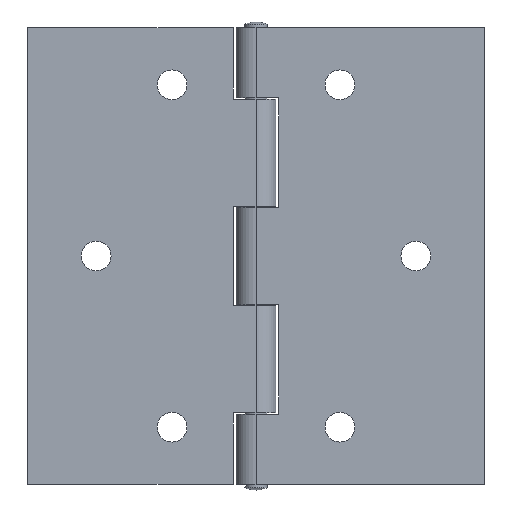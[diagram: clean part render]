
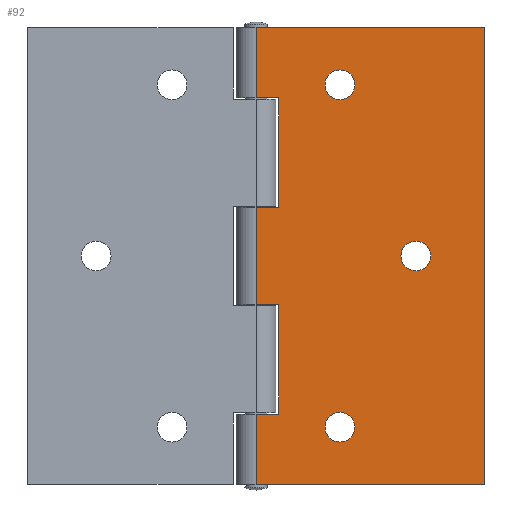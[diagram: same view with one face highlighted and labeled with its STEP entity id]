
A CAD part, front view. The second image highlights one B-rep face of the part: STEP entity #92.
In plain terms, the highlighted planar face has unit normal (0, -1, 0).
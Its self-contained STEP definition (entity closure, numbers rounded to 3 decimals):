
#92 = ADVANCED_FACE( '', ( #215, #216, #217, #218 ), #219, .F. );
#215 = FACE_BOUND( '', #374, .T. );
#216 = FACE_BOUND( '', #375, .T. );
#217 = FACE_BOUND( '', #376, .T. );
#218 = FACE_OUTER_BOUND( '', #377, .T. );
#219 = PLANE( '', #378 );
#374 = EDGE_LOOP( '', ( #618 ) );
#375 = EDGE_LOOP( '', ( #619 ) );
#376 = EDGE_LOOP( '', ( #620 ) );
#377 = EDGE_LOOP( '', ( #621, #622, #623, #624, #625, #626, #627, #628, #629, #630, #631, #632 ) );
#378 = AXIS2_PLACEMENT_3D( '', #633, #634, #635 );
#618 = ORIENTED_EDGE( '', *, *, #966, .F. );
#619 = ORIENTED_EDGE( '', *, *, #967, .F. );
#620 = ORIENTED_EDGE( '', *, *, #968, .F. );
#621 = ORIENTED_EDGE( '', *, *, #969, .T. );
#622 = ORIENTED_EDGE( '', *, *, #892, .T. );
#623 = ORIENTED_EDGE( '', *, *, #960, .F. );
#624 = ORIENTED_EDGE( '', *, *, #899, .F. );
#625 = ORIENTED_EDGE( '', *, *, #970, .T. );
#626 = ORIENTED_EDGE( '', *, *, #971, .F. );
#627 = ORIENTED_EDGE( '', *, *, #922, .F. );
#628 = ORIENTED_EDGE( '', *, *, #972, .T. );
#629 = ORIENTED_EDGE( '', *, *, #973, .T. );
#630 = ORIENTED_EDGE( '', *, *, #926, .F. );
#631 = ORIENTED_EDGE( '', *, *, #974, .F. );
#632 = ORIENTED_EDGE( '', *, *, #975, .T. );
#633 = CARTESIAN_POINT( '', ( 0., -3.5, -27.7 ) );
#634 = DIRECTION( '', ( 0., 1., 0. ) );
#635 = DIRECTION( '', ( 0., 0., 1. ) );
#892 = EDGE_CURVE( '', #1062, #1059, #1063, .T. );
#899 = EDGE_CURVE( '', #1073, #1069, #1075, .T. );
#922 = EDGE_CURVE( '', #1117, #1109, #1119, .T. );
#926 = EDGE_CURVE( '', #1124, #1126, #1127, .T. );
#960 = EDGE_CURVE( '', #1069, #1059, #1180, .T. );
#966 = EDGE_CURVE( '', #1186, #1186, #1187, .T. );
#967 = EDGE_CURVE( '', #1188, #1188, #1189, .T. );
#968 = EDGE_CURVE( '', #1190, #1190, #1191, .T. );
#969 = EDGE_CURVE( '', #1192, #1062, #1193, .T. );
#970 = EDGE_CURVE( '', #1073, #1194, #1195, .T. );
#971 = EDGE_CURVE( '', #1109, #1194, #1196, .T. );
#972 = EDGE_CURVE( '', #1117, #1197, #1198, .T. );
#973 = EDGE_CURVE( '', #1197, #1126, #1199, .T. );
#974 = EDGE_CURVE( '', #1200, #1124, #1201, .T. );
#975 = EDGE_CURVE( '', #1200, #1192, #1202, .T. );
#1059 = VERTEX_POINT( '', #1307 );
#1062 = VERTEX_POINT( '', #1311 );
#1063 = LINE( '', #1312, #1313 );
#1069 = VERTEX_POINT( '', #1321 );
#1073 = VERTEX_POINT( '', #1326 );
#1075 = LINE( '', #1328, #1329 );
#1109 = VERTEX_POINT( '', #1375 );
#1117 = VERTEX_POINT( '', #1386 );
#1119 = LINE( '', #1388, #1389 );
#1124 = VERTEX_POINT( '', #1395 );
#1126 = VERTEX_POINT( '', #1398 );
#1127 = LINE( '', #1399, #1400 );
#1180 = LINE( '', #1467, #1468 );
#1186 = VERTEX_POINT( '', #1476 );
#1187 = CIRCLE( '', #1477, 2.6 );
#1188 = VERTEX_POINT( '', #1478 );
#1189 = CIRCLE( '', #1479, 2.6 );
#1190 = VERTEX_POINT( '', #1480 );
#1191 = CIRCLE( '', #1481, 2.6 );
#1192 = VERTEX_POINT( '', #1482 );
#1193 = LINE( '', #1483, #1484 );
#1194 = VERTEX_POINT( '', #1485 );
#1195 = LINE( '', #1486, #1487 );
#1196 = LINE( '', #1488, #1489 );
#1197 = VERTEX_POINT( '', #1490 );
#1198 = LINE( '', #1491, #1492 );
#1199 = LINE( '', #1493, #1494 );
#1200 = VERTEX_POINT( '', #1495 );
#1201 = LINE( '', #1496, #1497 );
#1202 = LINE( '', #1498, #1499 );
#1307 = CARTESIAN_POINT( '', ( 40., -3.5, 40. ) );
#1311 = CARTESIAN_POINT( '', ( 40., -3.5, -40. ) );
#1312 = CARTESIAN_POINT( '', ( 40., -3.5, 27.7 ) );
#1313 = VECTOR( '', #1611, 1000. );
#1321 = CARTESIAN_POINT( '', ( 0., -3.5, 40. ) );
#1326 = CARTESIAN_POINT( '', ( 0., -3.5, 27.7 ) );
#1328 = CARTESIAN_POINT( '', ( 0., -3.5, 27.7 ) );
#1329 = VECTOR( '', #1621, 1000. );
#1375 = CARTESIAN_POINT( '', ( 4., -3.5, 8.5 ) );
#1386 = CARTESIAN_POINT( '', ( 0., -3.5, 8.5 ) );
#1388 = CARTESIAN_POINT( '', ( 0., -3.5, 8.5 ) );
#1389 = VECTOR( '', #1652, 1000. );
#1395 = CARTESIAN_POINT( '', ( 4., -3.5, -27.7 ) );
#1398 = CARTESIAN_POINT( '', ( 4., -3.5, -8.5 ) );
#1399 = CARTESIAN_POINT( '', ( 4., -3.5, -40. ) );
#1400 = VECTOR( '', #1655, 1000. );
#1467 = CARTESIAN_POINT( '', ( 0., -3.5, 40. ) );
#1468 = VECTOR( '', #1712, 1000. );
#1476 = CARTESIAN_POINT( '', ( 28., -3.5, -2.6 ) );
#1477 = AXIS2_PLACEMENT_3D( '', #1718, #1719, #1720 );
#1478 = CARTESIAN_POINT( '', ( 14.7, -3.5, 27.4 ) );
#1479 = AXIS2_PLACEMENT_3D( '', #1721, #1722, #1723 );
#1480 = CARTESIAN_POINT( '', ( 14.7, -3.5, -32.6 ) );
#1481 = AXIS2_PLACEMENT_3D( '', #1724, #1725, #1726 );
#1482 = CARTESIAN_POINT( '', ( 0., -3.5, -40. ) );
#1483 = CARTESIAN_POINT( '', ( 0., -3.5, -40. ) );
#1484 = VECTOR( '', #1727, 1000. );
#1485 = CARTESIAN_POINT( '', ( 4., -3.5, 27.7 ) );
#1486 = CARTESIAN_POINT( '', ( 0., -3.5, 27.7 ) );
#1487 = VECTOR( '', #1728, 1000. );
#1488 = CARTESIAN_POINT( '', ( 4., -3.5, -40. ) );
#1489 = VECTOR( '', #1729, 1000. );
#1490 = CARTESIAN_POINT( '', ( 0., -3.5, -8.5 ) );
#1491 = CARTESIAN_POINT( '', ( 0., -3.5, 8.5 ) );
#1492 = VECTOR( '', #1730, 1000. );
#1493 = CARTESIAN_POINT( '', ( 0., -3.5, -8.5 ) );
#1494 = VECTOR( '', #1731, 1000. );
#1495 = CARTESIAN_POINT( '', ( 0., -3.5, -27.7 ) );
#1496 = CARTESIAN_POINT( '', ( 0., -3.5, -27.7 ) );
#1497 = VECTOR( '', #1732, 1000. );
#1498 = CARTESIAN_POINT( '', ( 0., -3.5, -27.7 ) );
#1499 = VECTOR( '', #1733, 1000. );
#1611 = DIRECTION( '', ( 0., 0., 1. ) );
#1621 = DIRECTION( '', ( 0., 0., 1. ) );
#1652 = DIRECTION( '', ( 1., 0., 0. ) );
#1655 = DIRECTION( '', ( 0., 0., 1. ) );
#1712 = DIRECTION( '', ( 1., 0., 0. ) );
#1718 = CARTESIAN_POINT( '', ( 28., -3.5, 0. ) );
#1719 = DIRECTION( '', ( 0., -1., 0. ) );
#1720 = DIRECTION( '', ( 0., 0., -1. ) );
#1721 = CARTESIAN_POINT( '', ( 14.7, -3.5, 30. ) );
#1722 = DIRECTION( '', ( 0., -1., 0. ) );
#1723 = DIRECTION( '', ( 0., 0., -1. ) );
#1724 = CARTESIAN_POINT( '', ( 14.7, -3.5, -30. ) );
#1725 = DIRECTION( '', ( 0., -1., 0. ) );
#1726 = DIRECTION( '', ( 0., 0., -1. ) );
#1727 = DIRECTION( '', ( 1., 0., 0. ) );
#1728 = DIRECTION( '', ( 1., 0., 0. ) );
#1729 = DIRECTION( '', ( 0., 0., 1. ) );
#1730 = DIRECTION( '', ( 0., 0., -1. ) );
#1731 = DIRECTION( '', ( 1., 0., 0. ) );
#1732 = DIRECTION( '', ( 1., 0., 0. ) );
#1733 = DIRECTION( '', ( 0., 0., -1. ) );
